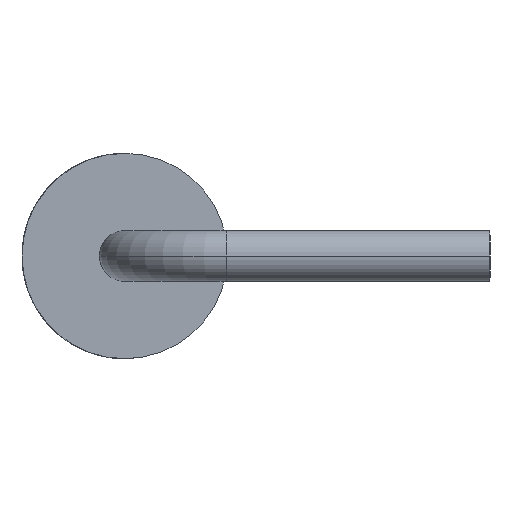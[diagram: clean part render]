
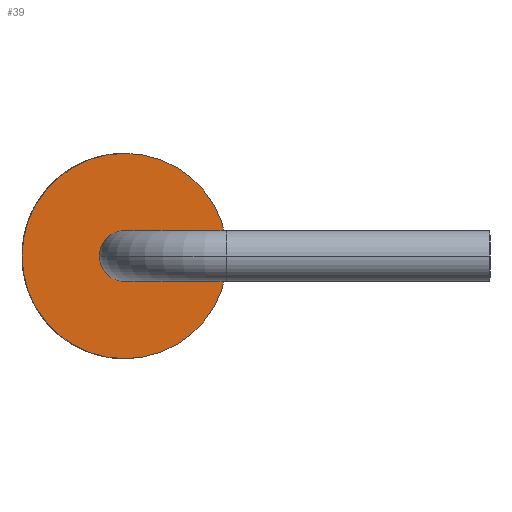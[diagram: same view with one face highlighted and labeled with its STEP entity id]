
A CAD part, left-side view. The second image highlights one B-rep face of the part: STEP entity #39.
In plain terms, the highlighted planar face has unit normal (-1, 0, 0).
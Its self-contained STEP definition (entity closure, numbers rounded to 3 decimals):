
#39 = ADVANCED_FACE ( 'NONE', ( #2113, #1012 ), #2488, .F. ) ;
#248 = CARTESIAN_POINT ( 'NONE',  ( 3.175, 3.8, 1.8 ) ) ;
#475 = DIRECTION ( 'NONE',  ( 0., 0., -1. ) ) ;
#790 = ORIENTED_EDGE ( 'NONE', *, *, #4419, .F. ) ;
#812 = EDGE_CURVE ( 'NONE', #4464, #3969, #3412, .T. ) ;
#1012 = FACE_OUTER_BOUND ( 'NONE', #2322, .T. ) ;
#1046 = CIRCLE ( 'NONE', #4165, 0.445 ) ;
#1268 = AXIS2_PLACEMENT_3D ( 'NONE', #2727, #4227, #475 ) ;
#1482 = CARTESIAN_POINT ( 'NONE',  ( 3.175, 3.8, -1.8 ) ) ;
#1631 = CARTESIAN_POINT ( 'NONE',  ( 3.175, 3.8, 0. ) ) ;
#1732 = VERTEX_POINT ( 'NONE', #1482 ) ;
#1935 = CARTESIAN_POINT ( 'NONE',  ( 3.175, 4.244, 0. ) ) ;
#2089 = VERTEX_POINT ( 'NONE', #248 ) ;
#2113 = FACE_BOUND ( 'NONE', #4697, .T. ) ;
#2207 = DIRECTION ( 'NONE',  ( 0., 0., -1. ) ) ;
#2322 = EDGE_LOOP ( 'NONE', ( #3790, #4781 ) ) ;
#2488 = PLANE ( 'NONE',  #2701 ) ;
#2612 = DIRECTION ( 'NONE',  ( 0., 0., -1. ) ) ;
#2683 = DIRECTION ( 'NONE',  ( 1., 0., 0. ) ) ;
#2701 = AXIS2_PLACEMENT_3D ( 'NONE', #3277, #4005, #3684 ) ;
#2727 = CARTESIAN_POINT ( 'NONE',  ( 3.175, 3.8, 0. ) ) ;
#2950 = AXIS2_PLACEMENT_3D ( 'NONE', #4016, #4805, #2612 ) ;
#3129 = DIRECTION ( 'NONE',  ( -1., 0., 0. ) ) ;
#3277 = CARTESIAN_POINT ( 'NONE',  ( 3.175, 3.8, 0. ) ) ;
#3381 = CIRCLE ( 'NONE', #1268, 1.8 ) ;
#3412 = CIRCLE ( 'NONE', #2950, 0.445 ) ;
#3442 = CARTESIAN_POINT ( 'NONE',  ( 3.175, 3.8, 0. ) ) ;
#3457 = CIRCLE ( 'NONE', #4236, 1.8 ) ;
#3684 = DIRECTION ( 'NONE',  ( 0., 0., -1. ) ) ;
#3790 = ORIENTED_EDGE ( 'NONE', *, *, #4379, .F. ) ;
#3969 = VERTEX_POINT ( 'NONE', #1935 ) ;
#4005 = DIRECTION ( 'NONE',  ( 1., 0., 0. ) ) ;
#4016 = CARTESIAN_POINT ( 'NONE',  ( 3.175, 3.8, 0. ) ) ;
#4165 = AXIS2_PLACEMENT_3D ( 'NONE', #1631, #3129, #4614 ) ;
#4227 = DIRECTION ( 'NONE',  ( 1., 0., 0. ) ) ;
#4236 = AXIS2_PLACEMENT_3D ( 'NONE', #3442, #2683, #2207 ) ;
#4257 = EDGE_CURVE ( 'NONE', #1732, #2089, #3457, .T. ) ;
#4379 = EDGE_CURVE ( 'NONE', #2089, #1732, #3381, .T. ) ;
#4419 = EDGE_CURVE ( 'NONE', #3969, #4464, #1046, .T. ) ;
#4424 = ORIENTED_EDGE ( 'NONE', *, *, #812, .F. ) ;
#4464 = VERTEX_POINT ( 'NONE', #4714 ) ;
#4614 = DIRECTION ( 'NONE',  ( 0., 0., -1. ) ) ;
#4697 = EDGE_LOOP ( 'NONE', ( #4424, #790 ) ) ;
#4714 = CARTESIAN_POINT ( 'NONE',  ( 3.175, 3.355, 0. ) ) ;
#4781 = ORIENTED_EDGE ( 'NONE', *, *, #4257, .F. ) ;
#4805 = DIRECTION ( 'NONE',  ( -1., 0., 0. ) ) ;
